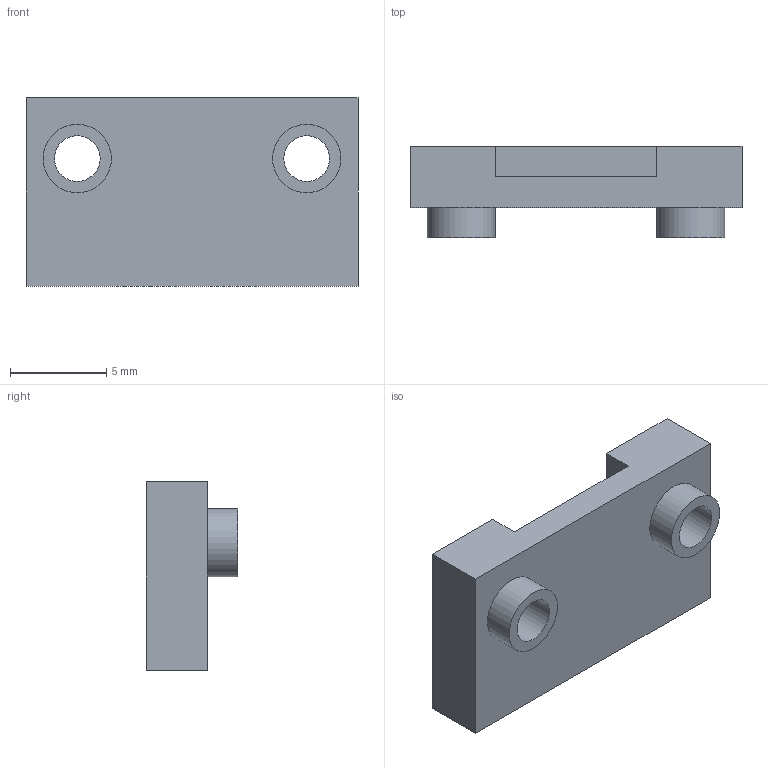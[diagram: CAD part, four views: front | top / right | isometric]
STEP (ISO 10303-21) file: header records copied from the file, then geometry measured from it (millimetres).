
FILE_DESCRIPTION(/* description */ ('Alibre Inc.'),/* implementation_level */ '2;1');
FILE_NAME(/* name */ 'export-AF694145-6382-4569-8C1E-092CBCFF9E77',/* time_stamp */ '2022-01-16T02:57:52+00:00',/* author */ (''),/* organization */ (''),/* preprocessor_version */ 'ST-DEVELOPER v17',/* originating_system */ 'Alibre',/* authorisation */ '');
FILE_SCHEMA (('CONFIG_CONTROL_DESIGN'));
Length unit declared in the file: millimetre
Bounding box: 17.27 x 4.76 x 9.83 mm (x, y, z)
Volume: 411.4 mm3; surface area: 628.3 mm2
Topology: 1 solids, 1 shells, 16 faces, 36 edges, 24 vertices
Faces by surface type: plane 12, cylinder 4
Full cylindrical faces by diameter (mm): 2.381 x2, 3.556 x2
Entity records: 509 total; most frequent: CARTESIAN_POINT 72, ORIENTED_EDGE 64, DIRECTION 60, EDGE_CURVE 32, EDGE_LOOP 26, FACE_BOUND 26, VECTOR 24, LINE 24
